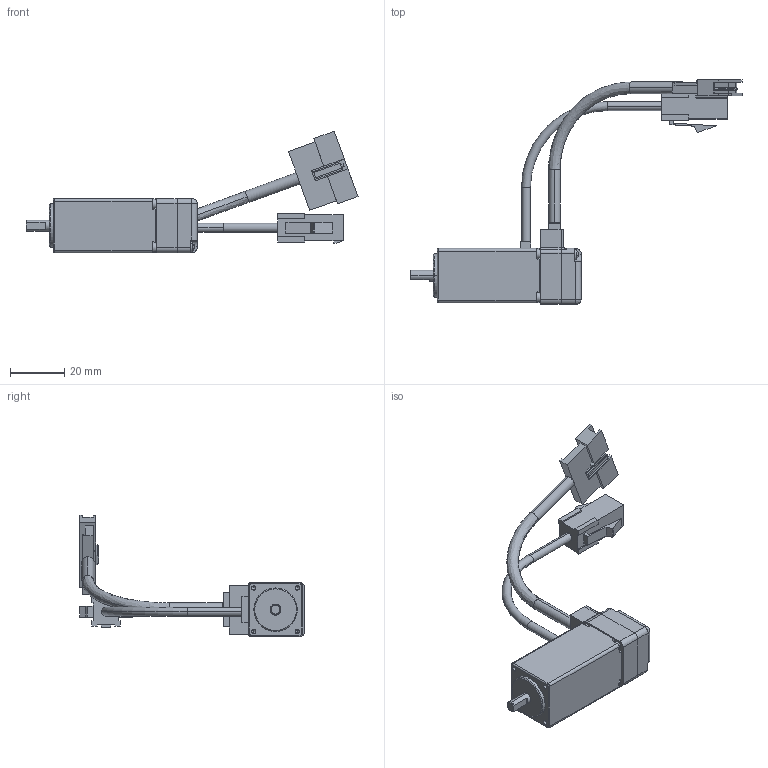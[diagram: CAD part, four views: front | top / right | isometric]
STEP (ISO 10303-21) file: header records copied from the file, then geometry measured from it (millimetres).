
FILE_DESCRIPTION (( 'STEP AP203' ), '1' );
FILE_NAME ('P11-MO-020-02-R01.STEP', '2015-06-29T03:48:14', ( '' ), ( '' ), 'SwSTEP 2.0', 'SolidWorks 2013', '' );
FILE_SCHEMA (( 'CONFIG_CONTROL_DESIGN' ));
Length unit declared in the file: millimetre
Products named in the file (8): M41-EC-020-01-R00_ル遽; M41-EC-020-02-R00_ル遽; 20陝 PCB_ル遽; 20陝 賅攪瞪錳摹_ル遽; 20阿 浚内歹 纳捞喉急_钎霖; round cross head screw_ks1_KS 1023 RC - M2.3 x 8-N; M11-MO-020-02-R01; P11-MO-020-02-R01
Assembly tree (8 placements, depth 2):
  P11-MO-020-02-R01
    M41-EC-020-01-R00_ル遽
    M41-EC-020-02-R00_ル遽
    20陝 PCB_ル遽
    20陝 賅攪瞪錳摹_ル遽
    20阿 浚内歹 纳捞喉急_钎霖
    round cross head screw_ks1_KS 1023 RC - M2.3 x 8-N  x2
    M11-MO-020-02-R01
Bounding box: 122.19 x 82.7 x 44.79 mm (x, y, z)
Volume: 24372.6 mm3; surface area: 16841.4 mm2
Topology: 8 solids, 8 shells, 681 faces, 1770 edges, 1129 vertices
Faces by surface type: plane 385, cylinder 189, cone 68, bspline 19, torus 14, sphere 6
Entity records: 21425 total; most frequent: CARTESIAN_POINT 4453, DIRECTION 3416, ORIENTED_EDGE 3328, EDGE_CURVE 1664, AXIS2_PLACEMENT_3D 1173, VERTEX_POINT 1080, LINE 1070, VECTOR 1070
